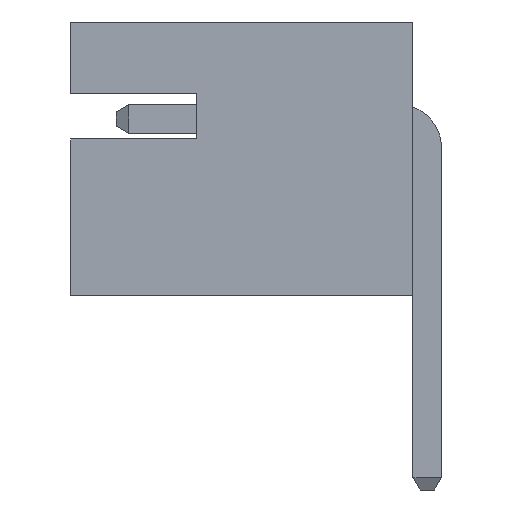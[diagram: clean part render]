
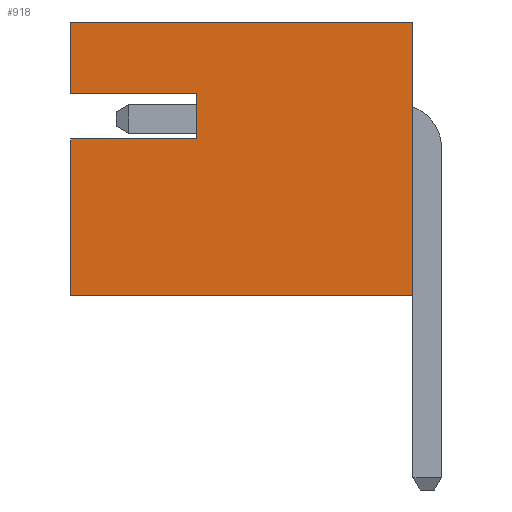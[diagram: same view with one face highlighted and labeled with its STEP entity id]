
A CAD part, left-side view. The second image highlights one B-rep face of the part: STEP entity #918.
In plain terms, the highlighted planar face has unit normal (-1, 0, 0).
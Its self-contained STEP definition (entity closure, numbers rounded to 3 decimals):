
#918=ADVANCED_FACE('',(#1782),#1784,.T.);
#1782=FACE_BOUND('',#1783,.T.);
#1783=EDGE_LOOP('',(#2498,#2499,#2500,#2501,#2502,#2503,#2504,#2505));
#1784=PLANE('',#1785);
#1785=AXIS2_PLACEMENT_3D('',#1786,#1787,#1788);
#1786=CARTESIAN_POINT('',(-22.,0.25,0.));
#1787=DIRECTION('',(-1.,0.,0.));
#1788=DIRECTION('',(0.,0.,1.));
#2498=ORIENTED_EDGE('',*,*,#2968,.T.);
#2499=ORIENTED_EDGE('',*,*,#2969,.T.);
#2500=ORIENTED_EDGE('',*,*,#2970,.F.);
#2501=ORIENTED_EDGE('',*,*,#2904,.F.);
#2502=ORIENTED_EDGE('',*,*,#2948,.T.);
#2503=ORIENTED_EDGE('',*,*,#2961,.T.);
#2504=ORIENTED_EDGE('',*,*,#2971,.F.);
#2505=ORIENTED_EDGE('',*,*,#2972,.T.);
#2904=EDGE_CURVE('',#3315,#3317,#3318,.T.);
#2948=EDGE_CURVE('',#3315,#3372,#3374,.T.);
#2961=EDGE_CURVE('',#3372,#3397,#3399,.T.);
#2968=EDGE_CURVE('',#3410,#3411,#3412,.F.);
#2969=EDGE_CURVE('',#3411,#3413,#3414,.F.);
#2970=EDGE_CURVE('',#3317,#3413,#3415,.T.);
#2971=EDGE_CURVE('',#3416,#3397,#3417,.T.);
#2972=EDGE_CURVE('',#3416,#3410,#3418,.F.);
#3315=VERTEX_POINT('',#4069);
#3317=VERTEX_POINT('',#4073);
#3318=LINE('',#4074,#4075);
#3372=VERTEX_POINT('',#4214);
#3374=LINE('',#4218,#4219);
#3397=VERTEX_POINT('',#4265);
#3399=LINE('',#4269,#4270);
#3410=VERTEX_POINT('',#4294);
#3411=VERTEX_POINT('',#4295);
#3412=LINE('',#4296,#4297);
#3413=VERTEX_POINT('',#4299);
#3414=LINE('',#4300,#4301);
#3415=LINE('',#4303,#4304);
#3416=VERTEX_POINT('',#4306);
#3417=LINE('',#4307,#4308);
#3418=LINE('',#4310,#4311);
#4069=CARTESIAN_POINT('',(-22.,0.25,0.));
#4073=CARTESIAN_POINT('',(-22.,6.25,0.));
#4074=CARTESIAN_POINT('',(-22.,0.25,0.));
#4075=VECTOR('',#4076,1.);
#4076=DIRECTION('',(0.,1.,0.));
#4214=CARTESIAN_POINT('',(-22.,0.25,4.8));
#4218=CARTESIAN_POINT('',(-22.,0.25,0.));
#4219=VECTOR('',#4220,1.);
#4220=DIRECTION('',(0.,0.,1.));
#4265=CARTESIAN_POINT('',(-22.,6.25,4.8));
#4269=CARTESIAN_POINT('',(-22.,0.25,4.8));
#4270=VECTOR('',#4271,1.);
#4271=DIRECTION('',(0.,1.,0.));
#4294=CARTESIAN_POINT('',(-22.,4.05,3.55));
#4295=CARTESIAN_POINT('',(-22.,4.05,2.75));
#4296=CARTESIAN_POINT('',(-22.,4.05,2.75));
#4297=VECTOR('',#4298,1.);
#4298=DIRECTION('',(0.,0.,1.));
#4299=CARTESIAN_POINT('',(-22.,6.25,2.75));
#4300=CARTESIAN_POINT('',(-22.,6.25,2.75));
#4301=VECTOR('',#4302,1.);
#4302=DIRECTION('',(0.,-1.,0.));
#4303=CARTESIAN_POINT('',(-22.,6.25,0.));
#4304=VECTOR('',#4305,1.);
#4305=DIRECTION('',(0.,0.,1.));
#4306=CARTESIAN_POINT('',(-22.,6.25,3.55));
#4307=CARTESIAN_POINT('',(-22.,6.25,3.55));
#4308=VECTOR('',#4309,1.);
#4309=DIRECTION('',(0.,0.,1.));
#4310=CARTESIAN_POINT('',(-22.,4.05,3.55));
#4311=VECTOR('',#4312,1.);
#4312=DIRECTION('',(0.,1.,0.));
